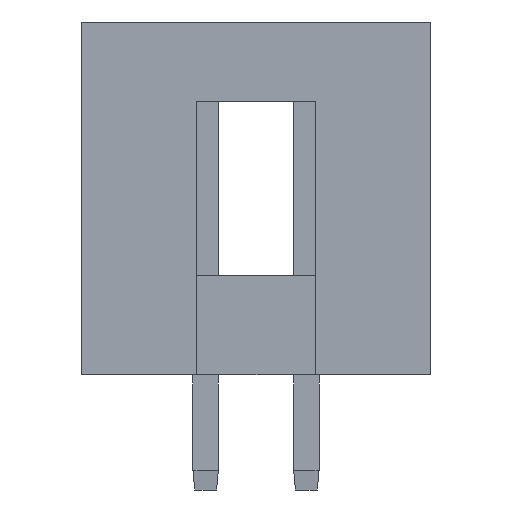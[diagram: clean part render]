
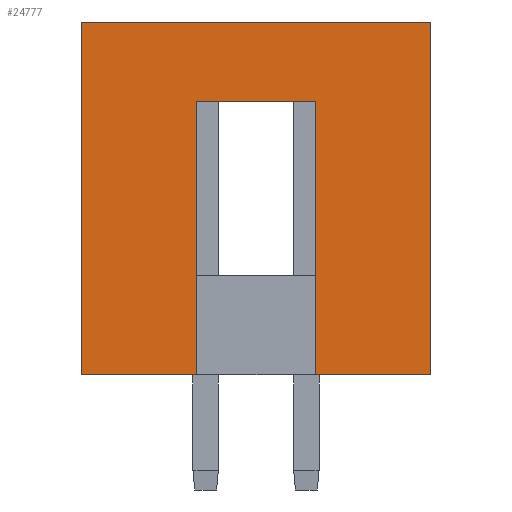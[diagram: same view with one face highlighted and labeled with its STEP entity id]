
A CAD part, left-side view. The second image highlights one B-rep face of the part: STEP entity #24777.
In plain terms, the highlighted planar face has unit normal (-1, 0, 0).
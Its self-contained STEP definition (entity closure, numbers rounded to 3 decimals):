
#286 = ORIENTED_EDGE ( 'NONE', *, *, #8852, .F. ) ;
#976 = CARTESIAN_POINT ( 'NONE',  ( -42.05, 4.67, 8.9 ) ) ;
#1222 = CARTESIAN_POINT ( 'NONE',  ( -42.05, -1.23, 6.9 ) ) ;
#1564 = VERTEX_POINT ( 'NONE', #26471 ) ;
#1603 = VERTEX_POINT ( 'NONE', #22483 ) ;
#1991 = EDGE_CURVE ( 'NONE', #26486, #1603, #16771, .T. ) ;
#2668 = VECTOR ( 'NONE', #25665, 1000. ) ;
#2736 = DIRECTION ( 'NONE',  ( 0., 0., -1. ) ) ;
#3423 = CARTESIAN_POINT ( 'NONE',  ( -42.05, -1.23, 6.9 ) ) ;
#3645 = LINE ( 'NONE', #6925, #8474 ) ;
#3832 = VERTEX_POINT ( 'NONE', #976 ) ;
#3993 = VERTEX_POINT ( 'NONE', #5615 ) ;
#4260 = DIRECTION ( 'NONE',  ( 0., 0., -1. ) ) ;
#4319 = LINE ( 'NONE', #1222, #15260 ) ;
#4525 = VERTEX_POINT ( 'NONE', #3423 ) ;
#5341 = ORIENTED_EDGE ( 'NONE', *, *, #20077, .T. ) ;
#5488 = LINE ( 'NONE', #10350, #10940 ) ;
#5615 = CARTESIAN_POINT ( 'NONE',  ( -42.05, 1.77, 6.9 ) ) ;
#5915 = DIRECTION ( 'NONE',  ( 0., 0., -1. ) ) ;
#5921 = CARTESIAN_POINT ( 'NONE',  ( -42.05, 4.67, 2.5 ) ) ;
#6925 = CARTESIAN_POINT ( 'NONE',  ( -42.05, 1.77, 6.9 ) ) ;
#7305 = LINE ( 'NONE', #23861, #12778 ) ;
#7474 = VECTOR ( 'NONE', #13458, 1000. ) ;
#7639 = CARTESIAN_POINT ( 'NONE',  ( -42.05, 4.67, 0. ) ) ;
#8009 = DIRECTION ( 'NONE',  ( 0., 0., -1. ) ) ;
#8179 = EDGE_CURVE ( 'NONE', #3832, #26486, #16740, .T. ) ;
#8474 = VECTOR ( 'NONE', #2736, 1000. ) ;
#8548 = CARTESIAN_POINT ( 'NONE',  ( -42.05, -4.13, 8.9 ) ) ;
#8852 = EDGE_CURVE ( 'NONE', #3832, #9103, #7305, .T. ) ;
#9103 = VERTEX_POINT ( 'NONE', #8548 ) ;
#10350 = CARTESIAN_POINT ( 'NONE',  ( -42.05, -4.13, 2.5 ) ) ;
#10647 = VECTOR ( 'NONE', #15901, 1000. ) ;
#10940 = VECTOR ( 'NONE', #4260, 1000. ) ;
#11355 = CARTESIAN_POINT ( 'NONE',  ( -42.05, 4.67, 0. ) ) ;
#11516 = CARTESIAN_POINT ( 'NONE',  ( -42.05, -1.23, 0. ) ) ;
#11573 = EDGE_CURVE ( 'NONE', #3993, #1603, #3645, .T. ) ;
#12778 = VECTOR ( 'NONE', #24039, 1000. ) ;
#12840 = ORIENTED_EDGE ( 'NONE', *, *, #1991, .T. ) ;
#13458 = DIRECTION ( 'NONE',  ( 0., -1., 0. ) ) ;
#13528 = DIRECTION ( 'NONE',  ( 0., 0., -1. ) ) ;
#14212 = CARTESIAN_POINT ( 'NONE',  ( -42.05, 4.67, 0. ) ) ;
#15184 = FACE_OUTER_BOUND ( 'NONE', #19487, .T. ) ;
#15260 = VECTOR ( 'NONE', #13528, 1000. ) ;
#15901 = DIRECTION ( 'NONE',  ( 0., -1., 0. ) ) ;
#16740 = LINE ( 'NONE', #26317, #17037 ) ;
#16771 = LINE ( 'NONE', #7639, #10647 ) ;
#17037 = VECTOR ( 'NONE', #5915, 1000. ) ;
#17159 = ORIENTED_EDGE ( 'NONE', *, *, #8179, .T. ) ;
#18360 = EDGE_CURVE ( 'NONE', #9103, #1564, #5488, .T. ) ;
#18383 = LINE ( 'NONE', #11355, #7474 ) ;
#18791 = ORIENTED_EDGE ( 'NONE', *, *, #18360, .F. ) ;
#19487 = EDGE_LOOP ( 'NONE', ( #23454, #5341, #25254, #18791, #286, #17159, #12840, #19715 ) ) ;
#19715 = ORIENTED_EDGE ( 'NONE', *, *, #11573, .F. ) ;
#20077 = EDGE_CURVE ( 'NONE', #4525, #25698, #4319, .T. ) ;
#20250 = DIRECTION ( 'NONE',  ( 1., 0., 0. ) ) ;
#21759 = EDGE_CURVE ( 'NONE', #4525, #3993, #23826, .T. ) ;
#21770 = EDGE_CURVE ( 'NONE', #25698, #1564, #18383, .T. ) ;
#22483 = CARTESIAN_POINT ( 'NONE',  ( -42.05, 1.77, 0. ) ) ;
#23183 = AXIS2_PLACEMENT_3D ( 'NONE', #5921, #20250, #8009 ) ;
#23454 = ORIENTED_EDGE ( 'NONE', *, *, #21759, .F. ) ;
#23628 = CARTESIAN_POINT ( 'NONE',  ( -42.05, 1.77, 6.9 ) ) ;
#23826 = LINE ( 'NONE', #23628, #2668 ) ;
#23861 = CARTESIAN_POINT ( 'NONE',  ( -42.05, 4.67, 8.9 ) ) ;
#24039 = DIRECTION ( 'NONE',  ( 0., -1., 0. ) ) ;
#24288 = PLANE ( 'NONE',  #23183 ) ;
#24777 = ADVANCED_FACE ( 'NONE', ( #15184 ), #24288, .F. ) ;
#25254 = ORIENTED_EDGE ( 'NONE', *, *, #21770, .T. ) ;
#25665 = DIRECTION ( 'NONE',  ( 0., 1., 0. ) ) ;
#25698 = VERTEX_POINT ( 'NONE', #11516 ) ;
#26317 = CARTESIAN_POINT ( 'NONE',  ( -42.05, 4.67, 2.5 ) ) ;
#26471 = CARTESIAN_POINT ( 'NONE',  ( -42.05, -4.13, 0. ) ) ;
#26486 = VERTEX_POINT ( 'NONE', #14212 ) ;
